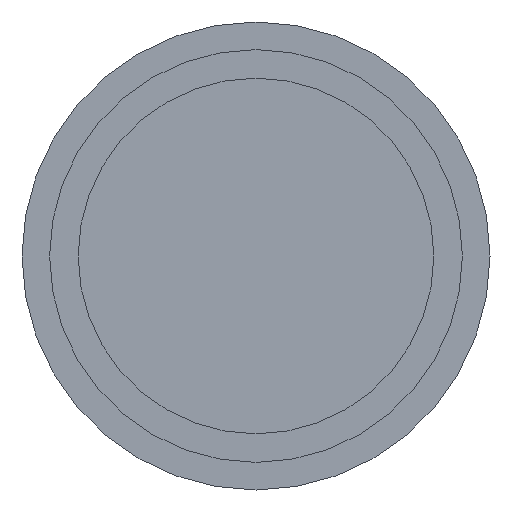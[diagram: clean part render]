
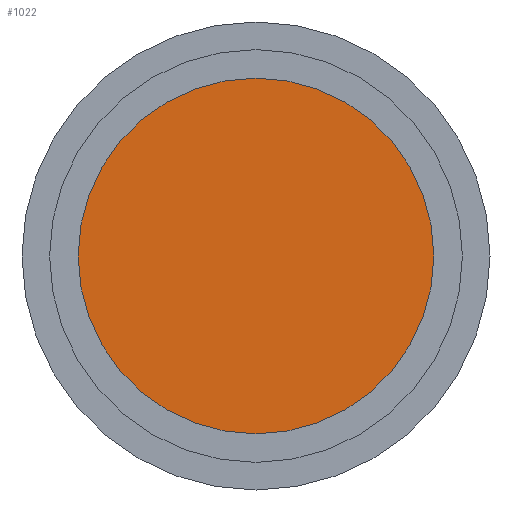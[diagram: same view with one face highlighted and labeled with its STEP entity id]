
A CAD part, front view. The second image highlights one B-rep face of the part: STEP entity #1022.
In plain terms, the highlighted planar face has unit normal (0, -1, 0).
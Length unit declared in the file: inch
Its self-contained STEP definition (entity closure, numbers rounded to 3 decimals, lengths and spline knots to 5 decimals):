
#27 = FACE_OUTER_BOUND ( 'NONE', #669, .T. ) ;
#272 = CARTESIAN_POINT ( 'NONE',  ( 0., 0., -0.38 ) ) ;
#273 = CARTESIAN_POINT ( 'NONE',  ( 0., 0., 0.38 ) ) ;
#279 = CARTESIAN_POINT ( 'NONE',  ( 0., 0., 0. ) ) ;
#283 = DIRECTION ( 'NONE',  ( 0., -1., 0. ) ) ;
#284 = DIRECTION ( 'NONE',  ( 0., 0., -1. ) ) ;
#288 = CARTESIAN_POINT ( 'NONE',  ( 0., 0., 0. ) ) ;
#292 = DIRECTION ( 'NONE',  ( 0., -1., 0. ) ) ;
#293 = DIRECTION ( 'NONE',  ( 0., 0., -1. ) ) ;
#425 = PLANE ( 'NONE',  #941 ) ;
#426 = CARTESIAN_POINT ( 'NONE',  ( 0., 0., 0. ) ) ;
#427 = DIRECTION ( 'NONE',  ( 0., -1., 0. ) ) ;
#428 = DIRECTION ( 'NONE',  ( 0., 0., -1. ) ) ;
#601 = CIRCLE ( 'NONE', #976, 0.38 ) ;
#603 = CIRCLE ( 'NONE', #972, 0.38 ) ;
#669 = EDGE_LOOP ( 'NONE', ( #725, #726 ) ) ;
#701 = VERTEX_POINT ( 'NONE', #272 ) ;
#702 = VERTEX_POINT ( 'NONE', #273 ) ;
#725 = ORIENTED_EDGE ( 'NONE', *, *, #806, .T. ) ;
#726 = ORIENTED_EDGE ( 'NONE', *, *, #803, .T. ) ;
#803 = EDGE_CURVE ( 'NONE', #701, #702, #601, .T. ) ;
#806 = EDGE_CURVE ( 'NONE', #702, #701, #603, .T. ) ;
#941 = AXIS2_PLACEMENT_3D ( 'NONE', #426, #427, #428 ) ;
#972 = AXIS2_PLACEMENT_3D ( 'NONE', #288, #292, #293 ) ;
#976 = AXIS2_PLACEMENT_3D ( 'NONE', #279, #283, #284 ) ;
#1022 = ADVANCED_FACE ( 'NONE', ( #27 ), #425, .T. ) ;
